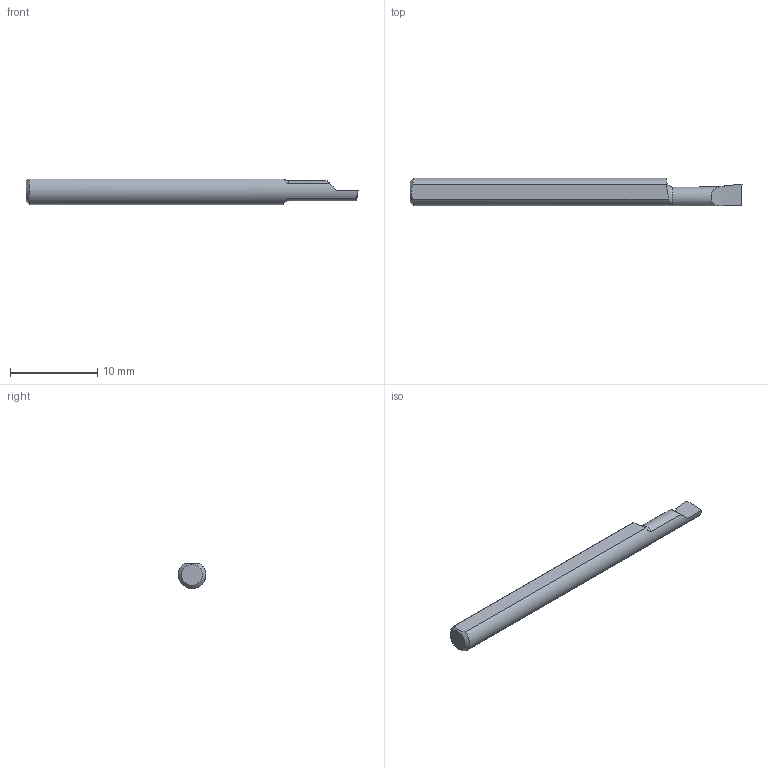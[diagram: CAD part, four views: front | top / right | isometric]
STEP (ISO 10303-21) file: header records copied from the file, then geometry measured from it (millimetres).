
FILE_DESCRIPTION (( 'STEP AP214' ), '1' );
FILE_NAME ('B100300.STEP', '2019-07-25T17:04:54', ( '' ), ( '' ), 'SwSTEP 2.0', 'SolidWorks 2018', '' );
FILE_SCHEMA (( 'AUTOMOTIVE_DESIGN' ));
Length unit declared in the file: inch
Products named in the file (1): B100300
Bounding box: 38.1 x 3.17 x 2.91 mm (x, y, z)
Volume: 251.7 mm3; surface area: 359 mm2
Topology: 1 solids, 1 shells, 17 faces, 43 edges, 28 vertices
Faces by surface type: plane 12, cone 2, cylinder 2, torus 1
Entity records: 586 total; most frequent: CARTESIAN_POINT 146, ORIENTED_EDGE 86, DIRECTION 80, EDGE_CURVE 43, VERTEX_POINT 28, AXIS2_PLACEMENT_3D 28, LINE 24, VECTOR 24
